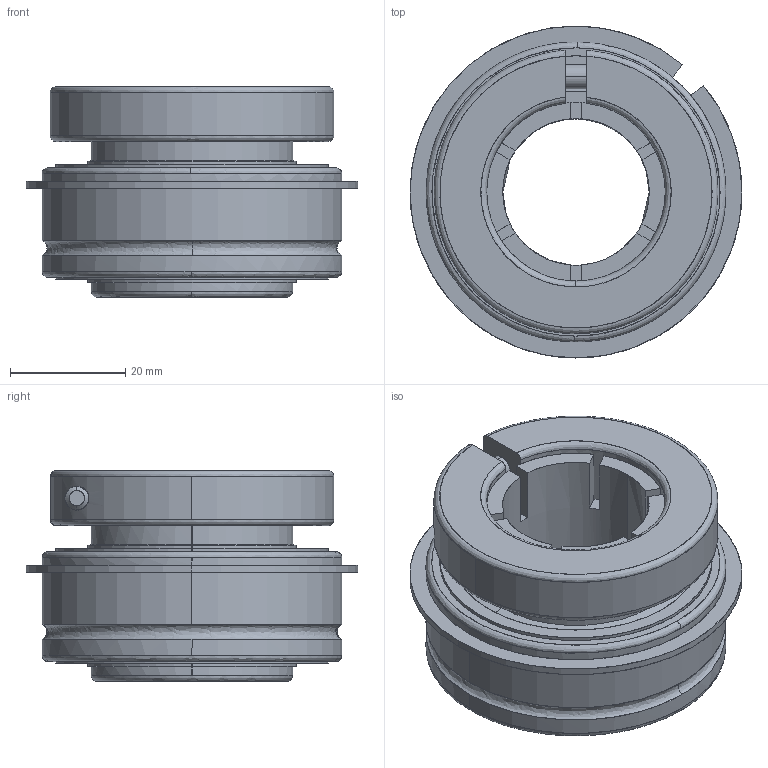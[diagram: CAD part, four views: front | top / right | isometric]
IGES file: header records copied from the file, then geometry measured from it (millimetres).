
Start section: SolidWorks IGES file using analytic representation for surfaces
Global section: file name: ERDEFAU031598392895.igs; native system: SolidWorks 2007; preprocessor: SolidWorks 2007; author: partstream; date: 070315.090836; units: millimetre
Bounding box: 57.56 x 57.56 x 36.53 mm (x, y, z)
Surface area: 15724.5 mm2 (no closed solid volume)
Topology: 0 solids, 0 shells, 114 faces, 2006 edges, 2011 vertices
Faces by surface type: bspline 57, revolution 57
